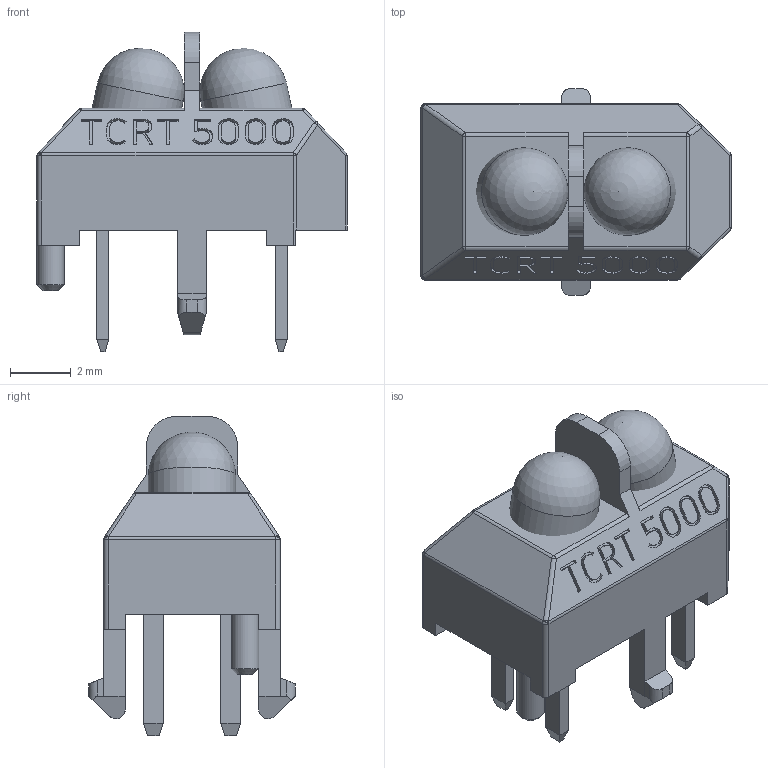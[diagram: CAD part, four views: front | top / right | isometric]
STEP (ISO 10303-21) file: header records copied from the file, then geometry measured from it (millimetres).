
FILE_DESCRIPTION(/* description */ (''),/* implementation_level */ '2;1');
FILE_NAME(/* name */ '394a2385-2c40-49ba-ae62-bc9fa4a0ffa0.stp',/* time_stamp */ '2022-06-09T16:21:55Z',/* author */ (''),/* organization */ (''),/* preprocessor_version */ 'ST-DEVELOPER v19',/* originating_system */ 'Autodesk Translation Framework v11.7.0.108',/* authorisation */ '');
FILE_SCHEMA (('AUTOMOTIVE_DESIGN { 1 0 10303 214 3 1 1 }'));
Length unit declared in the file: millimetre
Products named in the file (1): TCRT-5000
Bounding box: 10.2 x 6.8 x 10.5 mm (x, y, z)
Volume: 245.7 mm3; surface area: 355.3 mm2
Topology: 7 solids, 7 shells, 310 faces, 795 edges, 509 vertices
Faces by surface type: plane 162, bspline 92, cylinder 37, sphere 18, cone 1
Full cylindrical faces by diameter (mm): 0.9 x1, 2.88 x2
Entity records: 9424 total; most frequent: CARTESIAN_POINT 2440, ORIENTED_EDGE 1584, DIRECTION 1136, EDGE_CURVE 792, LINE 518, VECTOR 518, VERTEX_POINT 509, EDGE_LOOP 324
